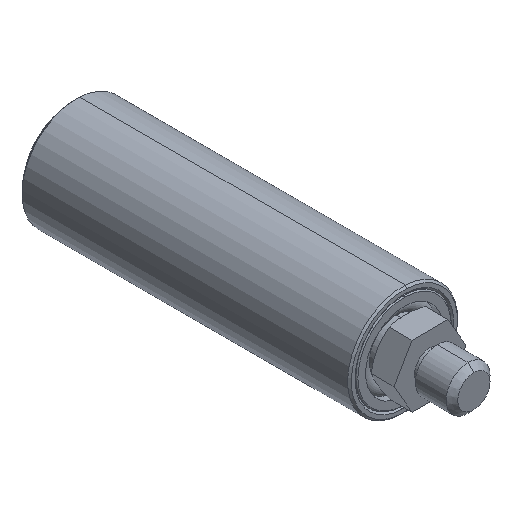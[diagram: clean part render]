
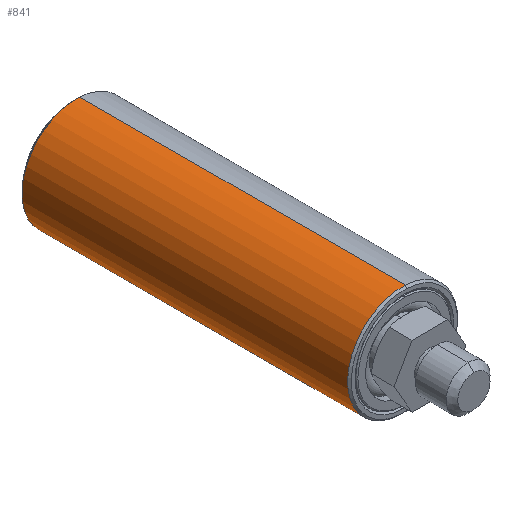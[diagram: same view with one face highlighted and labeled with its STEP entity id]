
A CAD part, isometric view. The second image highlights one B-rep face of the part: STEP entity #841.
In plain terms, the highlighted cylindrical face has radius 15 mm (diameter 30 mm), a partial arc.
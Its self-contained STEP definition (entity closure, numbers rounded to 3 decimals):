
#87 = CARTESIAN_POINT ( 'NONE',  ( 0., 0., -15. ) ) ;
#473 = AXIS2_PLACEMENT_3D ( 'NONE', #1045, #2372, #2295 ) ;
#528 = FACE_OUTER_BOUND ( 'NONE', #4060, .T. ) ;
#556 = EDGE_CURVE ( 'NONE', #3160, #2081, #686, .T. ) ;
#686 = LINE ( 'NONE', #87, #2256 ) ;
#738 = AXIS2_PLACEMENT_3D ( 'NONE', #2143, #3712, #2850 ) ;
#841 = ADVANCED_FACE ( 'NONE', ( #528 ), #3339, .T. ) ;
#987 = CARTESIAN_POINT ( 'NONE',  ( 0., 0.5, -15. ) ) ;
#1005 = EDGE_CURVE ( 'NONE', #2081, #1558, #3024, .T. ) ;
#1045 = CARTESIAN_POINT ( 'NONE',  ( 0., 89.5, 0. ) ) ;
#1166 = DIRECTION ( 'NONE',  ( 0., -1., 0. ) ) ;
#1350 = DIRECTION ( 'NONE',  ( 0., -1., 0. ) ) ;
#1529 = LINE ( 'NONE', #2548, #4021 ) ;
#1558 = VERTEX_POINT ( 'NONE', #3964 ) ;
#1761 = CARTESIAN_POINT ( 'NONE',  ( 0., 89.5, 15. ) ) ;
#1905 = AXIS2_PLACEMENT_3D ( 'NONE', #2387, #1166, #2062 ) ;
#2062 = DIRECTION ( 'NONE',  ( 0., 0., -1. ) ) ;
#2081 = VERTEX_POINT ( 'NONE', #987 ) ;
#2143 = CARTESIAN_POINT ( 'NONE',  ( 0., 0.5, 0. ) ) ;
#2256 = VECTOR ( 'NONE', #1350, 1000. ) ;
#2295 = DIRECTION ( 'NONE',  ( 0., 0., -1. ) ) ;
#2361 = ORIENTED_EDGE ( 'NONE', *, *, #1005, .T. ) ;
#2372 = DIRECTION ( 'NONE',  ( 0., -1., 0. ) ) ;
#2387 = CARTESIAN_POINT ( 'NONE',  ( 0., 0., 0. ) ) ;
#2502 = ORIENTED_EDGE ( 'NONE', *, *, #3132, .T. ) ;
#2548 = CARTESIAN_POINT ( 'NONE',  ( 0., 0., 15. ) ) ;
#2850 = DIRECTION ( 'NONE',  ( 0., 0., 1. ) ) ;
#2963 = CARTESIAN_POINT ( 'NONE',  ( 0., 89.5, -15. ) ) ;
#3024 = CIRCLE ( 'NONE', #738, 15. ) ;
#3132 = EDGE_CURVE ( 'NONE', #3302, #3160, #3554, .T. ) ;
#3140 = ORIENTED_EDGE ( 'NONE', *, *, #3545, .F. ) ;
#3160 = VERTEX_POINT ( 'NONE', #2963 ) ;
#3302 = VERTEX_POINT ( 'NONE', #1761 ) ;
#3339 = CYLINDRICAL_SURFACE ( 'NONE', #1905, 15. ) ;
#3395 = DIRECTION ( 'NONE',  ( 0., -1., 0. ) ) ;
#3472 = ORIENTED_EDGE ( 'NONE', *, *, #556, .T. ) ;
#3545 = EDGE_CURVE ( 'NONE', #3302, #1558, #1529, .T. ) ;
#3554 = CIRCLE ( 'NONE', #473, 15. ) ;
#3712 = DIRECTION ( 'NONE',  ( 0., 1., 0. ) ) ;
#3964 = CARTESIAN_POINT ( 'NONE',  ( 0., 0.5, 15. ) ) ;
#4021 = VECTOR ( 'NONE', #3395, 1000. ) ;
#4060 = EDGE_LOOP ( 'NONE', ( #3140, #2502, #3472, #2361 ) ) ;
